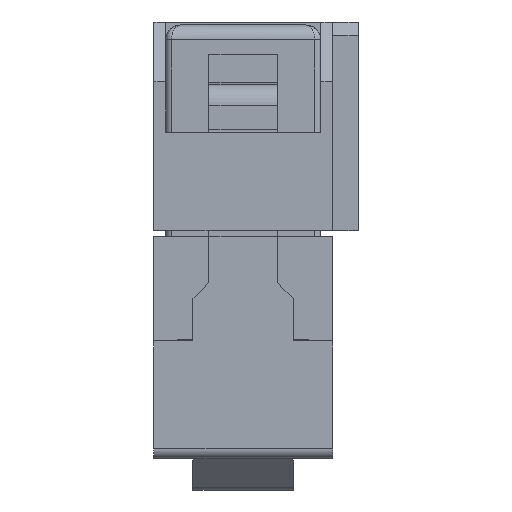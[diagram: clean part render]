
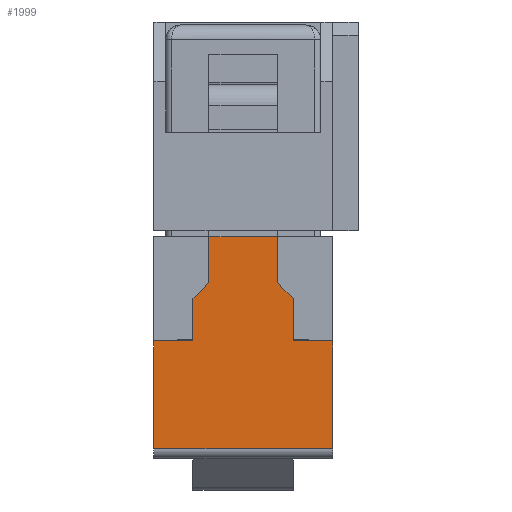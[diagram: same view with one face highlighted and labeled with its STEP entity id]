
A CAD part, left-side view. The second image highlights one B-rep face of the part: STEP entity #1999.
In plain terms, the highlighted planar face has unit normal (-1, 0, 0).
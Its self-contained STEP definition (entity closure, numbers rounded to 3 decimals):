
#1999 = ADVANCED_FACE( '', ( #4194 ), #4195, .T. );
#4194 = FACE_OUTER_BOUND( '', #6867, .T. );
#4195 = PLANE( '', #6868 );
#6867 = EDGE_LOOP( '', ( #12348, #12349, #12350, #12351, #12352, #12353, #12354, #12355, #12356, #12357, #12358, #12359 ) );
#6868 = AXIS2_PLACEMENT_3D( '', #12360, #12361, #12362 );
#12348 = ORIENTED_EDGE( '', *, *, #17338, .T. );
#12349 = ORIENTED_EDGE( '', *, *, #18167, .T. );
#12350 = ORIENTED_EDGE( '', *, *, #16617, .T. );
#12351 = ORIENTED_EDGE( '', *, *, #17078, .T. );
#12352 = ORIENTED_EDGE( '', *, *, #18168, .T. );
#12353 = ORIENTED_EDGE( '', *, *, #18169, .F. );
#12354 = ORIENTED_EDGE( '', *, *, #16327, .T. );
#12355 = ORIENTED_EDGE( '', *, *, #17075, .T. );
#12356 = ORIENTED_EDGE( '', *, *, #18102, .T. );
#12357 = ORIENTED_EDGE( '', *, *, #18170, .T. );
#12358 = ORIENTED_EDGE( '', *, *, #18171, .T. );
#12359 = ORIENTED_EDGE( '', *, *, #18172, .F. );
#12360 = CARTESIAN_POINT( '', ( -17.58, -3., 0. ) );
#12361 = DIRECTION( '', ( -1., 0., 0. ) );
#12362 = DIRECTION( '', ( 0., 0., 1. ) );
#16327 = EDGE_CURVE( '', #19625, #19623, #19626, .T. );
#16617 = EDGE_CURVE( '', #20119, #20120, #20121, .T. );
#17075 = EDGE_CURVE( '', #19623, #20896, #20898, .T. );
#17078 = EDGE_CURVE( '', #20120, #20901, #20903, .T. );
#17338 = EDGE_CURVE( '', #21302, #21300, #21303, .T. );
#18102 = EDGE_CURVE( '', #20896, #22400, #22402, .T. );
#18167 = EDGE_CURVE( '', #21300, #20119, #22488, .F. );
#18168 = EDGE_CURVE( '', #20901, #22489, #22490, .T. );
#18169 = EDGE_CURVE( '', #19625, #22489, #22491, .T. );
#18170 = EDGE_CURVE( '', #22400, #22492, #22493, .F. );
#18171 = EDGE_CURVE( '', #22492, #22494, #22495, .T. );
#18172 = EDGE_CURVE( '', #21302, #22494, #22496, .T. );
#19623 = VERTEX_POINT( '', #24400 );
#19625 = VERTEX_POINT( '', #24403 );
#19626 = LINE( '', #24404, #24405 );
#20119 = VERTEX_POINT( '', #25109 );
#20120 = VERTEX_POINT( '', #25110 );
#20121 = LINE( '', #25111, #25112 );
#20896 = VERTEX_POINT( '', #26275 );
#20898 = LINE( '', #26278, #26279 );
#20901 = VERTEX_POINT( '', #26283 );
#20903 = LINE( '', #26286, #26287 );
#21300 = VERTEX_POINT( '', #26862 );
#21302 = VERTEX_POINT( '', #26865 );
#21303 = LINE( '', #26866, #26867 );
#22400 = VERTEX_POINT( '', #28609 );
#22402 = LINE( '', #28612, #28613 );
#22488 = LINE( '', #28771, #28772 );
#22489 = VERTEX_POINT( '', #28773 );
#22490 = LINE( '', #28774, #28775 );
#22491 = LINE( '', #28776, #28777 );
#22492 = VERTEX_POINT( '', #28778 );
#22493 = LINE( '', #28779, #28780 );
#22494 = VERTEX_POINT( '', #28781 );
#22495 = LINE( '', #28782, #28783 );
#22496 = LINE( '', #28784, #28785 );
#24400 = CARTESIAN_POINT( '', ( -17.58, -3., 3.55 ) );
#24403 = CARTESIAN_POINT( '', ( -17.58, -3., -0.07 ) );
#24404 = CARTESIAN_POINT( '', ( -17.58, -3., 0. ) );
#24405 = VECTOR( '', #30586, 1000. );
#25109 = CARTESIAN_POINT( '', ( -17.58, 1.685, 4.965 ) );
#25110 = CARTESIAN_POINT( '', ( -17.58, 1.685, 3.55 ) );
#25111 = CARTESIAN_POINT( '', ( -17.58, 1.685, 5.5 ) );
#25112 = VECTOR( '', #30870, 1000. );
#26275 = CARTESIAN_POINT( '', ( -17.58, -1.685, 3.55 ) );
#26278 = CARTESIAN_POINT( '', ( -17.58, -3., 3.55 ) );
#26279 = VECTOR( '', #31301, 1000. );
#26283 = CARTESIAN_POINT( '', ( -17.58, 3., 3.55 ) );
#26286 = CARTESIAN_POINT( '', ( -17.58, -3., 3.55 ) );
#26287 = VECTOR( '', #31304, 1000. );
#26862 = CARTESIAN_POINT( '', ( -17.58, 1.15, 5.5 ) );
#26865 = CARTESIAN_POINT( '', ( -17.58, 1.15, 7.05 ) );
#26866 = CARTESIAN_POINT( '', ( -17.58, 1.15, 6.95 ) );
#26867 = VECTOR( '', #31546, 1000. );
#28609 = CARTESIAN_POINT( '', ( -17.58, -1.685, 4.965 ) );
#28612 = CARTESIAN_POINT( '', ( -17.58, -1.685, 3.55 ) );
#28613 = VECTOR( '', #32213, 1000. );
#28771 = CARTESIAN_POINT( '', ( -17.58, 1.825, 4.825 ) );
#28772 = VECTOR( '', #32258, 1000. );
#28773 = CARTESIAN_POINT( '', ( -17.58, 3., -0.07 ) );
#28774 = CARTESIAN_POINT( '', ( -17.58, 3., 3.55 ) );
#28775 = VECTOR( '', #32259, 1000. );
#28776 = CARTESIAN_POINT( '', ( -17.58, -3., -0.07 ) );
#28777 = VECTOR( '', #32260, 1000. );
#28778 = CARTESIAN_POINT( '', ( -17.58, -1.15, 5.5 ) );
#28779 = CARTESIAN_POINT( '', ( -17.58, -4.825, 1.825 ) );
#28780 = VECTOR( '', #32261, 1000. );
#28781 = CARTESIAN_POINT( '', ( -17.58, -1.15, 7.05 ) );
#28782 = CARTESIAN_POINT( '', ( -17.58, -1.15, 5.5 ) );
#28783 = VECTOR( '', #32262, 1000. );
#28784 = CARTESIAN_POINT( '', ( -17.58, 1.15, 7.05 ) );
#28785 = VECTOR( '', #32263, 1000. );
#30586 = DIRECTION( '', ( 0., 0., 1. ) );
#30870 = DIRECTION( '', ( 0., 0., -1. ) );
#31301 = DIRECTION( '', ( 0., 1., 0. ) );
#31304 = DIRECTION( '', ( 0., 1., 0. ) );
#31546 = DIRECTION( '', ( 0., 0., -1. ) );
#32213 = DIRECTION( '', ( 0., 0., 1. ) );
#32258 = DIRECTION( '', ( 0., -0.707, 0.707 ) );
#32259 = DIRECTION( '', ( 0., 0., -1. ) );
#32260 = DIRECTION( '', ( 0., 1., 0. ) );
#32261 = DIRECTION( '', ( 0., -0.707, -0.707 ) );
#32262 = DIRECTION( '', ( 0., 0., 1. ) );
#32263 = DIRECTION( '', ( 0., -1., 0. ) );
